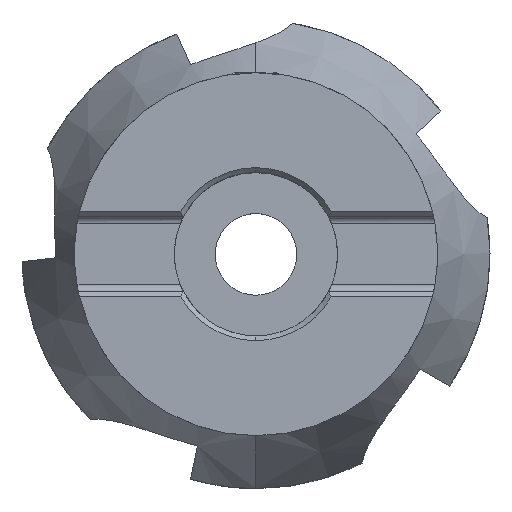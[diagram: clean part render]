
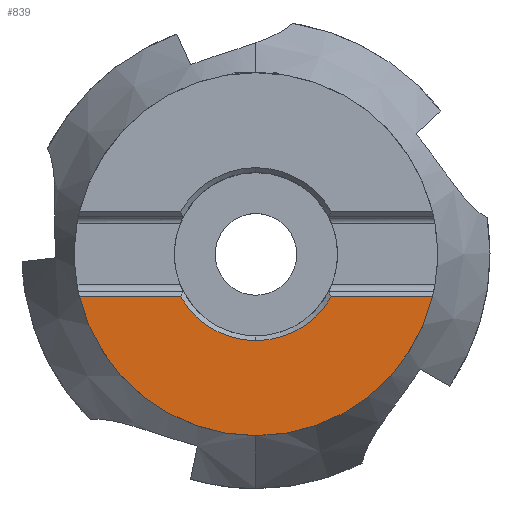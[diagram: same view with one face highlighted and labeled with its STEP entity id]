
A CAD part, top view. The second image highlights one B-rep face of the part: STEP entity #839.
In plain terms, the highlighted planar face has unit normal (0, 0, 1).
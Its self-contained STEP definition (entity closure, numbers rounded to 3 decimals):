
#669=EDGE_CURVE('',#1037,#767,#1787,.T.);
#767=VERTEX_POINT('',#1895);
#811=EDGE_CURVE('',#1591,#1601,#1941,.T.);
#839=ADVANCED_FACE('',(#1972),#1973,.T.);
#847=EDGE_CURVE('',#1591,#1037,#1981,.T.);
#943=VERTEX_POINT('',#2091);
#1037=VERTEX_POINT('',#2192);
#1219=EDGE_CURVE('',#943,#1323,#2389,.T.);
#1239=EDGE_CURVE('',#1601,#943,#2412,.T.);
#1323=VERTEX_POINT('',#2504);
#1427=EDGE_CURVE('',#1323,#767,#2616,.T.);
#1591=VERTEX_POINT('',#2794);
#1601=VERTEX_POINT('',#2805);
#1787=CIRCLE('',#3124,30.0);
#1895=CARTESIAN_POINT('',(-29.172,-7.0,0.0));
#1941=LINE('',#3519,#3520);
#1972=FACE_OUTER_BOUND('',#3583,.T.);
#1973=PLANE('',#3584);
#1981=CIRCLE('',#3596,30.0);
#2091=CARTESIAN_POINT('',(0.,-14.3,0.0));
#2192=CARTESIAN_POINT('',(0.,-30.0,0.0));
#2389=CIRCLE('',#4365,14.3);
#2412=CIRCLE('',#4426,14.3);
#2504=CARTESIAN_POINT('',(-12.47,-7.0,0.));
#2616=LINE('',#4844,#4845);
#2794=CARTESIAN_POINT('',(29.172,-7.0,0.0));
#2805=CARTESIAN_POINT('',(12.47,-7.0,0.));
#3124=AXIS2_PLACEMENT_3D('',#5637,#5638,#5639);
#3519=CARTESIAN_POINT('',(15.0,-7.0,0.0));
#3520=VECTOR('',#5800,1.0);
#3583=EDGE_LOOP('',(#5852,#5853,#5854,#5855,#5856,#5857));
#3584=AXIS2_PLACEMENT_3D('',#5858,#5859,#5860);
#3596=AXIS2_PLACEMENT_3D('',#5870,#5871,#5872);
#4365=AXIS2_PLACEMENT_3D('',#6315,#6316,#6317);
#4426=AXIS2_PLACEMENT_3D('',#6350,#6351,#6352);
#4844=CARTESIAN_POINT('',(15.0,-7.0,0.0));
#4845=VECTOR('',#6571,1.0);
#5637=CARTESIAN_POINT('',(0.0,0.0,0.0));
#5638=DIRECTION('',(0.0,0.0,-1.0));
#5639=DIRECTION('',(0.0,1.0,0.0));
#5800=DIRECTION('',(-1.0,-0.0,0.0));
#5852=ORIENTED_EDGE('',*,*,#1427,.T.);
#5853=ORIENTED_EDGE('',*,*,#669,.F.);
#5854=ORIENTED_EDGE('',*,*,#847,.F.);
#5855=ORIENTED_EDGE('',*,*,#811,.T.);
#5856=ORIENTED_EDGE('',*,*,#1239,.T.);
#5857=ORIENTED_EDGE('',*,*,#1219,.T.);
#5858=CARTESIAN_POINT('',(0.0,15.0,0.0));
#5859=DIRECTION('',(-0.0,0.0,1.0));
#5860=DIRECTION('',(0.0,-1.0,0.0));
#5870=CARTESIAN_POINT('',(0.0,0.0,0.0));
#5871=DIRECTION('',(0.0,0.0,-1.0));
#5872=DIRECTION('',(0.0,1.0,0.0));
#6315=CARTESIAN_POINT('',(0.0,0.0,0.0));
#6316=DIRECTION('',(-0.0,0.0,-1.0));
#6317=DIRECTION('',(0.0,1.0,0.0));
#6350=CARTESIAN_POINT('',(0.0,0.0,0.0));
#6351=DIRECTION('',(-0.0,0.0,-1.0));
#6352=DIRECTION('',(0.0,1.0,0.0));
#6571=DIRECTION('',(-1.0,-0.0,0.0));
